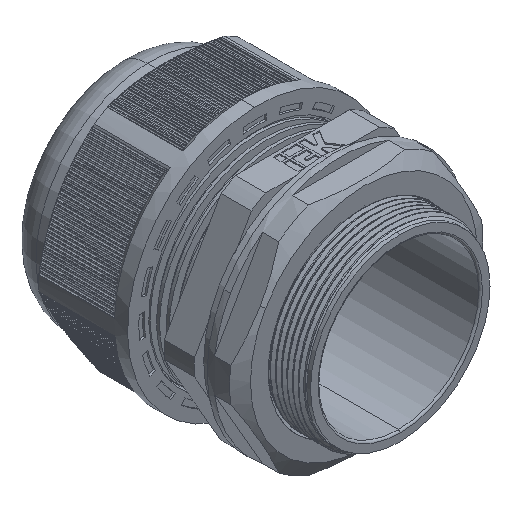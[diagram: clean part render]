
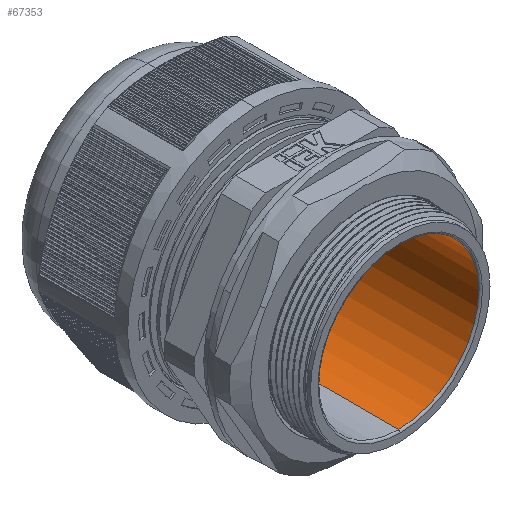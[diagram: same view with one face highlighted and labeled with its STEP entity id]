
A CAD part, isometric view. The second image highlights one B-rep face of the part: STEP entity #67353.
In plain terms, the highlighted cylindrical face has radius 21.25 mm (diameter 42.5 mm), a partial arc.
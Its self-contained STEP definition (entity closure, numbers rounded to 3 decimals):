
#1643 = EDGE_CURVE ( 'NONE', #89679, #34502, #61964, .T. ) ;
#2420 = CARTESIAN_POINT ( 'NONE',  ( 0., 39.3, 21.25 ) ) ;
#3816 = ORIENTED_EDGE ( 'NONE', *, *, #81452, .F. ) ;
#6053 = VECTOR ( 'NONE', #51713, 1000. ) ;
#7160 = VERTEX_POINT ( 'NONE', #86887 ) ;
#18594 = AXIS2_PLACEMENT_3D ( 'NONE', #56591, #50071, #63053 ) ;
#21041 = EDGE_CURVE ( 'NONE', #7160, #21256, #65140, .T. ) ;
#21256 = VERTEX_POINT ( 'NONE', #55263 ) ;
#23296 = ORIENTED_EDGE ( 'NONE', *, *, #1643, .F. ) ;
#26184 = EDGE_LOOP ( 'NONE', ( #23296, #3816, #68766, #40694 ) ) ;
#26699 = CARTESIAN_POINT ( 'NONE',  ( 0., 0., 21.25 ) ) ;
#26731 = CARTESIAN_POINT ( 'NONE',  ( 0., 0.5, 21.25 ) ) ;
#28070 = AXIS2_PLACEMENT_3D ( 'NONE', #53261, #52330, #44512 ) ;
#34502 = VERTEX_POINT ( 'NONE', #26731 ) ;
#37781 = CYLINDRICAL_SURFACE ( 'NONE', #18594, 21.25 ) ;
#39324 = DIRECTION ( 'NONE',  ( 0., 0., -1. ) ) ;
#39565 = CIRCLE ( 'NONE', #88239, 21.25 ) ;
#40694 = ORIENTED_EDGE ( 'NONE', *, *, #47901, .T. ) ;
#44512 = DIRECTION ( 'NONE',  ( 0., 0., -1. ) ) ;
#44708 = FACE_OUTER_BOUND ( 'NONE', #26184, .T. ) ;
#47901 = EDGE_CURVE ( 'NONE', #21256, #34502, #79776, .T. ) ;
#50071 = DIRECTION ( 'NONE',  ( 0., -1., 0. ) ) ;
#51713 = DIRECTION ( 'NONE',  ( 0., -1., 0. ) ) ;
#52330 = DIRECTION ( 'NONE',  ( 0., -1., 0. ) ) ;
#53261 = CARTESIAN_POINT ( 'NONE',  ( 0., 0.5, 0. ) ) ;
#55263 = CARTESIAN_POINT ( 'NONE',  ( 0., 0.5, -21.25 ) ) ;
#56591 = CARTESIAN_POINT ( 'NONE',  ( 0., 0., 0. ) ) ;
#61964 = LINE ( 'NONE', #26699, #91455 ) ;
#63053 = DIRECTION ( 'NONE',  ( 0., 0., -1. ) ) ;
#65140 = LINE ( 'NONE', #73003, #6053 ) ;
#67353 = ADVANCED_FACE ( 'NONE', ( #44708 ), #37781, .F. ) ;
#68766 = ORIENTED_EDGE ( 'NONE', *, *, #21041, .T. ) ;
#69355 = DIRECTION ( 'NONE',  ( 0., -1., 0. ) ) ;
#73003 = CARTESIAN_POINT ( 'NONE',  ( 0., 0., -21.25 ) ) ;
#74405 = CARTESIAN_POINT ( 'NONE',  ( 0., 39.3, 0. ) ) ;
#79776 = CIRCLE ( 'NONE', #28070, 21.25 ) ;
#81452 = EDGE_CURVE ( 'NONE', #7160, #89679, #39565, .T. ) ;
#86887 = CARTESIAN_POINT ( 'NONE',  ( 0., 39.3, -21.25 ) ) ;
#88239 = AXIS2_PLACEMENT_3D ( 'NONE', #74405, #88768, #39324 ) ;
#88768 = DIRECTION ( 'NONE',  ( 0., -1., 0. ) ) ;
#89679 = VERTEX_POINT ( 'NONE', #2420 ) ;
#91455 = VECTOR ( 'NONE', #69355, 1000. ) ;
